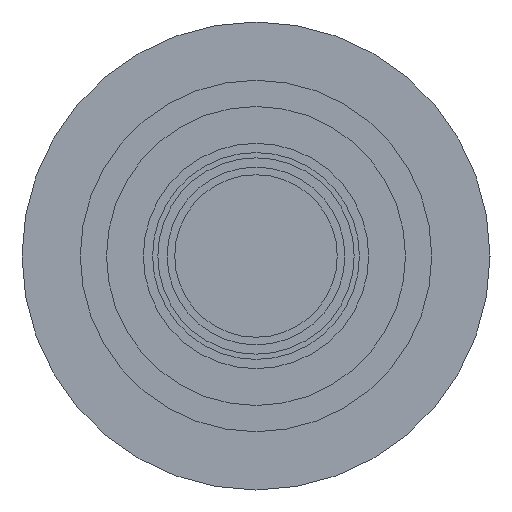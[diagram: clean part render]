
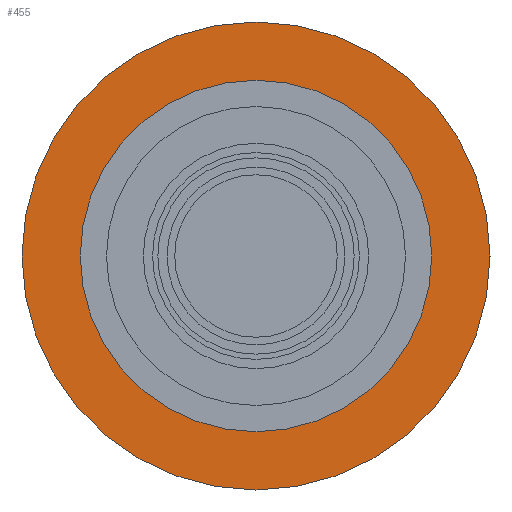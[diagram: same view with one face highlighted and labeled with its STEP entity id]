
A CAD part, front view. The second image highlights one B-rep face of the part: STEP entity #455.
In plain terms, the highlighted planar face has unit normal (0, -1, 0).
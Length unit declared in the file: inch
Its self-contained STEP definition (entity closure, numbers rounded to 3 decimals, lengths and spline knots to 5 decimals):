
#90 = DIRECTION ( 'NONE',  ( 0., 1., 0. ) ) ;
#108 = AXIS2_PLACEMENT_3D ( 'NONE', #1567, #90, #1783 ) ;
#196 = ORIENTED_EDGE ( 'NONE', *, *, #1612, .T. ) ;
#205 = FACE_OUTER_BOUND ( 'NONE', #2677, .T. ) ;
#309 = EDGE_CURVE ( 'NONE', #2904, #494, #543, .T. ) ;
#455 = ADVANCED_FACE ( 'NONE', ( #205, #2697 ), #2251, .T. ) ;
#494 = VERTEX_POINT ( 'NONE', #2022 ) ;
#518 = CARTESIAN_POINT ( 'NONE',  ( 0., -0.87271, 0. ) ) ;
#527 = AXIS2_PLACEMENT_3D ( 'NONE', #1999, #612, #2241 ) ;
#543 = CIRCLE ( 'NONE', #2887, 1.08 ) ;
#571 = DIRECTION ( 'NONE',  ( 0., -1., 0. ) ) ;
#596 = ORIENTED_EDGE ( 'NONE', *, *, #1649, .T. ) ;
#612 = DIRECTION ( 'NONE',  ( 0., -1., 0. ) ) ;
#624 = CARTESIAN_POINT ( 'NONE',  ( -1.08, -0.87271, 0. ) ) ;
#631 = DIRECTION ( 'NONE',  ( 0., 1., 0. ) ) ;
#803 = CIRCLE ( 'NONE', #527, 1.08 ) ;
#949 = EDGE_LOOP ( 'NONE', ( #596, #2711 ) ) ;
#970 = CARTESIAN_POINT ( 'NONE',  ( 0., -0.87271, -0.811 ) ) ;
#1036 = ORIENTED_EDGE ( 'NONE', *, *, #309, .T. ) ;
#1039 = DIRECTION ( 'NONE',  ( 0., 0., 1. ) ) ;
#1342 = AXIS2_PLACEMENT_3D ( 'NONE', #2019, #631, #2256 ) ;
#1567 = CARTESIAN_POINT ( 'NONE',  ( 0., -0.87271, 0. ) ) ;
#1612 = EDGE_CURVE ( 'NONE', #494, #2904, #803, .T. ) ;
#1649 = EDGE_CURVE ( 'NONE', #2736, #2263, #2085, .T. ) ;
#1783 = DIRECTION ( 'NONE',  ( 0., 0., 1. ) ) ;
#1785 = DIRECTION ( 'NONE',  ( 0., -1., 0. ) ) ;
#1999 = CARTESIAN_POINT ( 'NONE',  ( 0., -0.87271, 0. ) ) ;
#2019 = CARTESIAN_POINT ( 'NONE',  ( 0., -0.87271, 0. ) ) ;
#2022 = CARTESIAN_POINT ( 'NONE',  ( 0., -0.87271, -1.08 ) ) ;
#2067 = AXIS2_PLACEMENT_3D ( 'NONE', #624, #1785, #2474 ) ;
#2085 = CIRCLE ( 'NONE', #1342, 0.811 ) ;
#2241 = DIRECTION ( 'NONE',  ( 0., 0., 1. ) ) ;
#2251 = PLANE ( 'NONE',  #2067 ) ;
#2256 = DIRECTION ( 'NONE',  ( 0., 0., 1. ) ) ;
#2263 = VERTEX_POINT ( 'NONE', #970 ) ;
#2290 = CARTESIAN_POINT ( 'NONE',  ( 0., -0.87271, 0.811 ) ) ;
#2337 = CIRCLE ( 'NONE', #108, 0.811 ) ;
#2457 = EDGE_CURVE ( 'NONE', #2263, #2736, #2337, .T. ) ;
#2474 = DIRECTION ( 'NONE',  ( 0., 0., -1. ) ) ;
#2677 = EDGE_LOOP ( 'NONE', ( #1036, #196 ) ) ;
#2697 = FACE_BOUND ( 'NONE', #949, .T. ) ;
#2711 = ORIENTED_EDGE ( 'NONE', *, *, #2457, .T. ) ;
#2736 = VERTEX_POINT ( 'NONE', #2290 ) ;
#2760 = CARTESIAN_POINT ( 'NONE',  ( 0., -0.87271, 1.08 ) ) ;
#2887 = AXIS2_PLACEMENT_3D ( 'NONE', #518, #571, #1039 ) ;
#2904 = VERTEX_POINT ( 'NONE', #2760 ) ;
